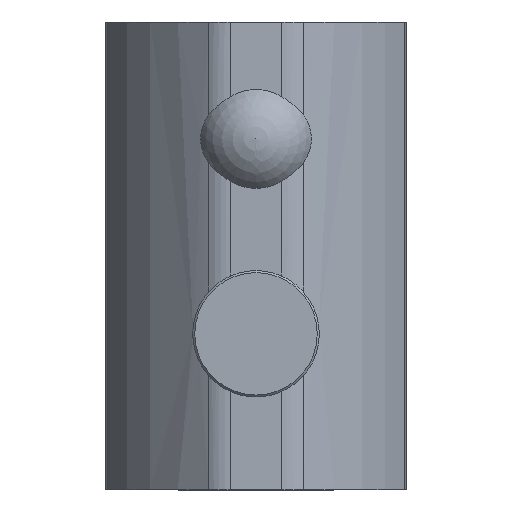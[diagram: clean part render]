
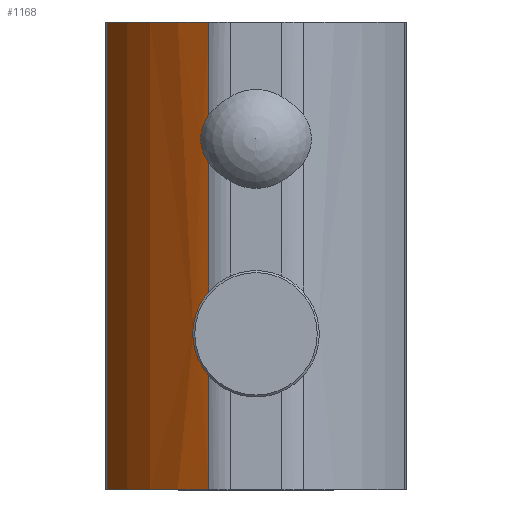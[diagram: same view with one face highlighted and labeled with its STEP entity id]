
A CAD part, top view. The second image highlights one B-rep face of the part: STEP entity #1168.
In plain terms, the highlighted cylindrical face has radius 7.5 mm (diameter 15 mm), a partial arc.
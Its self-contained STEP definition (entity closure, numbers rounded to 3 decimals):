
#35=B_SPLINE_CURVE_WITH_KNOTS('',3,(#2051,#2052,#2053,#2054,#2055,#2056,
#2057,#2058,#2059,#2060,#2061),.UNSPECIFIED.,.F.,.F.,(4,2,3,2,4),(-0.117,
-0.062,0.,0.062,0.117),
 .UNSPECIFIED.);
#40=B_SPLINE_CURVE_WITH_KNOTS('',3,(#2166,#2167,#2168,#2169,#2170,#2171,
#2172,#2173,#2174,#2175,#2176,#2177,#2178,#2179,#2180),.UNSPECIFIED.,.F.,
 .F.,(4,2,2,3,2,2,4),(-0.065,-0.065,-0.032,
0.,0.032,0.065,0.065),
 .UNSPECIFIED.);
#151=FACE_OUTER_BOUND('',#216,.T.);
#216=EDGE_LOOP('',(#1012,#1013,#1014,#1015,#1016,#1017,#1018,#1019));
#281=LINE('',#2127,#350);
#283=LINE('',#2137,#352);
#285=LINE('',#2205,#354);
#286=LINE('',#2207,#355);
#350=VECTOR('',#1661,10.);
#352=VECTOR('',#1671,1.);
#354=VECTOR('',#1691,10.);
#355=VECTOR('',#1692,10.);
#440=CIRCLE('',#1361,7.5);
#441=CIRCLE('',#1362,7.5);
#529=VERTEX_POINT('',#2041);
#530=VERTEX_POINT('',#2050);
#546=VERTEX_POINT('',#2126);
#547=VERTEX_POINT('',#2130);
#550=VERTEX_POINT('',#2135);
#555=VERTEX_POINT('',#2156);
#556=VERTEX_POINT('',#2165);
#561=VERTEX_POINT('',#2206);
#680=EDGE_CURVE('',#530,#529,#35,.T.);
#703=EDGE_CURVE('',#546,#530,#281,.T.);
#708=EDGE_CURVE('',#550,#547,#283,.T.);
#715=EDGE_CURVE('',#555,#556,#40,.T.);
#721=EDGE_CURVE('',#529,#556,#285,.T.);
#722=EDGE_CURVE('',#555,#561,#286,.T.);
#723=EDGE_CURVE('',#561,#547,#440,.T.);
#724=EDGE_CURVE('',#550,#546,#441,.T.);
#1012=ORIENTED_EDGE('',*,*,#680,.T.);
#1013=ORIENTED_EDGE('',*,*,#721,.T.);
#1014=ORIENTED_EDGE('',*,*,#715,.F.);
#1015=ORIENTED_EDGE('',*,*,#722,.T.);
#1016=ORIENTED_EDGE('',*,*,#723,.T.);
#1017=ORIENTED_EDGE('',*,*,#708,.F.);
#1018=ORIENTED_EDGE('',*,*,#724,.T.);
#1019=ORIENTED_EDGE('',*,*,#703,.T.);
#1113=CYLINDRICAL_SURFACE('',#1360,7.5);
#1168=ADVANCED_FACE('',(#151),#1113,.T.);
#1360=AXIS2_PLACEMENT_3D('',#2204,#1689,#1690);
#1361=AXIS2_PLACEMENT_3D('',#2208,#1693,#1694);
#1362=AXIS2_PLACEMENT_3D('',#2209,#1695,#1696);
#1661=DIRECTION('',(1.,0.,0.));
#1671=DIRECTION('',(1.,0.,0.));
#1689=DIRECTION('center_axis',(1.,0.,0.));
#1690=DIRECTION('ref_axis',(0.,1.,0.));
#1691=DIRECTION('',(1.,0.,0.));
#1692=DIRECTION('',(1.,0.,0.));
#1693=DIRECTION('center_axis',(-1.,0.,0.));
#1694=DIRECTION('ref_axis',(0.,1.,0.));
#1695=DIRECTION('center_axis',(1.,0.,0.));
#1696=DIRECTION('ref_axis',(0.,1.,0.));
#2041=CARTESIAN_POINT('',(1.073,-1.215,-4.329));
#2050=CARTESIAN_POINT('',(-1.073,-1.215,-4.329));
#2051=CARTESIAN_POINT('Ctrl Pts',(-1.073,-1.215,-4.329));
#2052=CARTESIAN_POINT('Ctrl Pts',(-0.944,-1.329,
-4.252));
#2053=CARTESIAN_POINT('Ctrl Pts',(-0.787,-1.43,-4.179));
#2054=CARTESIAN_POINT('Ctrl Pts',(-0.42,-1.58,
-4.068));
#2055=CARTESIAN_POINT('Ctrl Pts',(-0.205,-1.621,-4.035));
#2056=CARTESIAN_POINT('Ctrl Pts',(0.,-1.621,-4.035));
#2057=CARTESIAN_POINT('Ctrl Pts',(0.205,-1.621,-4.035));
#2058=CARTESIAN_POINT('Ctrl Pts',(0.42,-1.58,-4.068));
#2059=CARTESIAN_POINT('Ctrl Pts',(0.787,-1.43,-4.179));
#2060=CARTESIAN_POINT('Ctrl Pts',(0.944,-1.329,-4.252));
#2061=CARTESIAN_POINT('Ctrl Pts',(1.073,-1.215,-4.329));
#2126=CARTESIAN_POINT('',(-4.,-1.215,-4.329));
#2127=CARTESIAN_POINT('',(-4.,-1.215,-4.329));
#2130=CARTESIAN_POINT('',(8.,-3.802,-1.313));
#2135=CARTESIAN_POINT('',(-4.,-3.802,-1.313));
#2137=CARTESIAN_POINT('',(-4.,-3.802,-1.313));
#2156=CARTESIAN_POINT('',(5.614,-1.215,-4.329));
#2165=CARTESIAN_POINT('',(4.386,-1.215,-4.329));
#2166=CARTESIAN_POINT('Ctrl Pts',(5.614,-1.215,-4.329));
#2167=CARTESIAN_POINT('Ctrl Pts',(5.614,-1.216,-4.329));
#2168=CARTESIAN_POINT('Ctrl Pts',(5.613,-1.216,-4.328));
#2169=CARTESIAN_POINT('Ctrl Pts',(5.534,-1.277,-4.287));
#2170=CARTESIAN_POINT('Ctrl Pts',(5.436,-1.331,-4.25));
#2171=CARTESIAN_POINT('Ctrl Pts',(5.223,-1.401,-4.199));
#2172=CARTESIAN_POINT('Ctrl Pts',(5.108,-1.419,-4.187));
#2173=CARTESIAN_POINT('Ctrl Pts',(5.,-1.419,-4.187));
#2174=CARTESIAN_POINT('Ctrl Pts',(4.892,-1.419,-4.187));
#2175=CARTESIAN_POINT('Ctrl Pts',(4.777,-1.401,-4.199));
#2176=CARTESIAN_POINT('Ctrl Pts',(4.564,-1.331,-4.25));
#2177=CARTESIAN_POINT('Ctrl Pts',(4.466,-1.277,-4.287));
#2178=CARTESIAN_POINT('Ctrl Pts',(4.387,-1.216,-4.328));
#2179=CARTESIAN_POINT('Ctrl Pts',(4.386,-1.216,-4.329));
#2180=CARTESIAN_POINT('Ctrl Pts',(4.386,-1.215,-4.329));
#2204=CARTESIAN_POINT('Origin',(-4.,2.98,1.888));
#2205=CARTESIAN_POINT('',(-4.,-1.215,-4.329));
#2206=CARTESIAN_POINT('',(8.,-1.215,-4.329));
#2207=CARTESIAN_POINT('',(-4.,-1.215,-4.329));
#2208=CARTESIAN_POINT('Origin',(8.,2.98,1.888));
#2209=CARTESIAN_POINT('Origin',(-4.,2.98,1.888));
